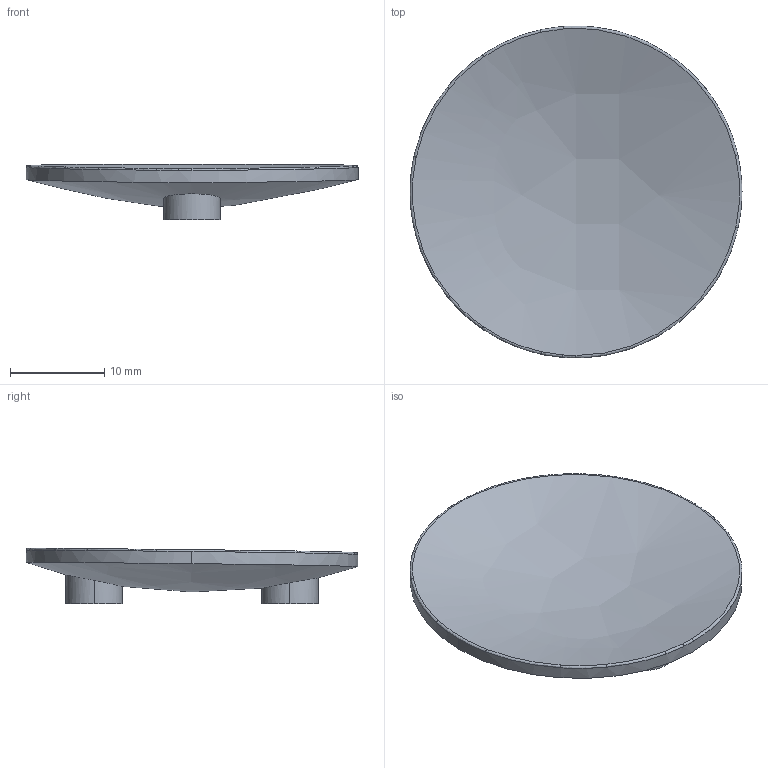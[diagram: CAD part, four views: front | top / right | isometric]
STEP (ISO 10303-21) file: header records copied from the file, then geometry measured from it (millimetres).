
FILE_DESCRIPTION (( 'STEP AP214' ), '1' );
FILE_NAME ('button.STEP', '2017-04-13T19:32:55', ( '' ), ( '' ), 'SwSTEP 2.0', 'SolidWorks 2013', '' );
FILE_SCHEMA (( 'AUTOMOTIVE_DESIGN' ));
Length unit declared in the file: millimetre
Products named in the file (1): button
Bounding box: 35.2 x 35.19 x 5.91 mm (x, y, z)
Volume: 1611.6 mm3; surface area: 2267.4 mm2
Topology: 1 solids, 1 shells, 29 faces, 69 edges, 46 vertices
Faces by surface type: bspline 17, cylinder 10, plane 2
Entity records: 2001 total; most frequent: CARTESIAN_POINT 1408, ORIENTED_EDGE 138, DIRECTION 78, EDGE_CURVE 69, VERTEX_POINT 46, B_SPLINE_CURVE_WITH_KNOTS 38, AXIS2_PLACEMENT_3D 34, EDGE_LOOP 33
